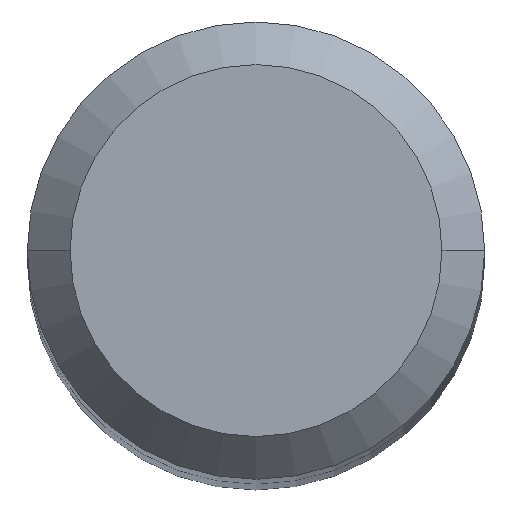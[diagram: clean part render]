
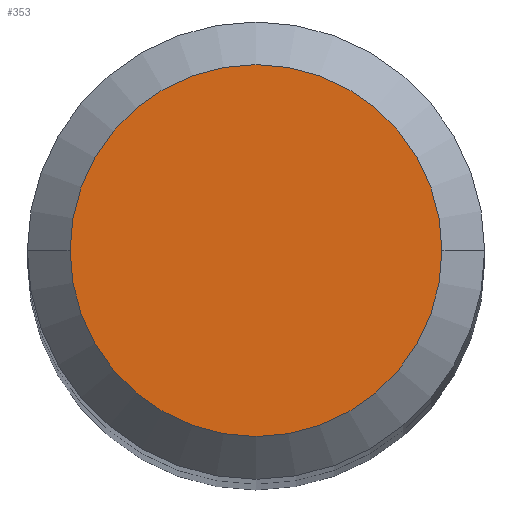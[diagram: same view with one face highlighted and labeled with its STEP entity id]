
A CAD part, top view. The second image highlights one B-rep face of the part: STEP entity #353.
In plain terms, the highlighted planar face has unit normal (0, 0, 1).
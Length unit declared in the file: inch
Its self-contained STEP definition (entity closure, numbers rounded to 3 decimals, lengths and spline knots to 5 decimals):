
#27 = PLANE ( 'NONE',  #69 ) ;
#36 = EDGE_CURVE ( 'NONE', #254, #277, #184, .T. ) ;
#37 = CIRCLE ( 'NONE', #235, 0.13605 ) ;
#41 = EDGE_CURVE ( 'NONE', #277, #254, #37, .T. ) ;
#58 = CARTESIAN_POINT ( 'NONE',  ( 0.13605, 0., 0. ) ) ;
#60 = CARTESIAN_POINT ( 'NONE',  ( 0., 0., 0. ) ) ;
#69 = AXIS2_PLACEMENT_3D ( 'NONE', #335, #211, #245 ) ;
#144 = DIRECTION ( 'NONE',  ( 1., 0., 0. ) ) ;
#147 = FACE_OUTER_BOUND ( 'NONE', #221, .T. ) ;
#172 = DIRECTION ( 'NONE',  ( 1., 0., 0. ) ) ;
#184 = CIRCLE ( 'NONE', #201, 0.13605 ) ;
#201 = AXIS2_PLACEMENT_3D ( 'NONE', #248, #374, #172 ) ;
#202 = DIRECTION ( 'NONE',  ( 0., 0., 1. ) ) ;
#211 = DIRECTION ( 'NONE',  ( 0., 0., -1. ) ) ;
#221 = EDGE_LOOP ( 'NONE', ( #297, #341 ) ) ;
#235 = AXIS2_PLACEMENT_3D ( 'NONE', #60, #202, #144 ) ;
#245 = DIRECTION ( 'NONE',  ( -1., 0., 0. ) ) ;
#248 = CARTESIAN_POINT ( 'NONE',  ( 0., 0., 0. ) ) ;
#254 = VERTEX_POINT ( 'NONE', #58 ) ;
#277 = VERTEX_POINT ( 'NONE', #383 ) ;
#297 = ORIENTED_EDGE ( 'NONE', *, *, #41, .T. ) ;
#335 = CARTESIAN_POINT ( 'NONE',  ( 0., 0., 0. ) ) ;
#341 = ORIENTED_EDGE ( 'NONE', *, *, #36, .T. ) ;
#353 = ADVANCED_FACE ( 'NONE', ( #147 ), #27, .F. ) ;
#374 = DIRECTION ( 'NONE',  ( 0., 0., 1. ) ) ;
#383 = CARTESIAN_POINT ( 'NONE',  ( -0.13605, 0., 0. ) ) ;
